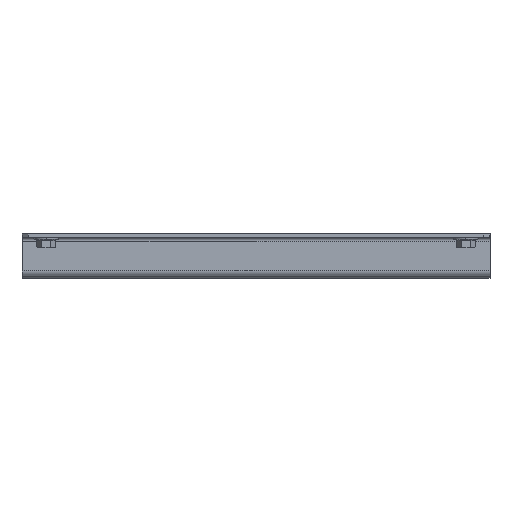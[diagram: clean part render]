
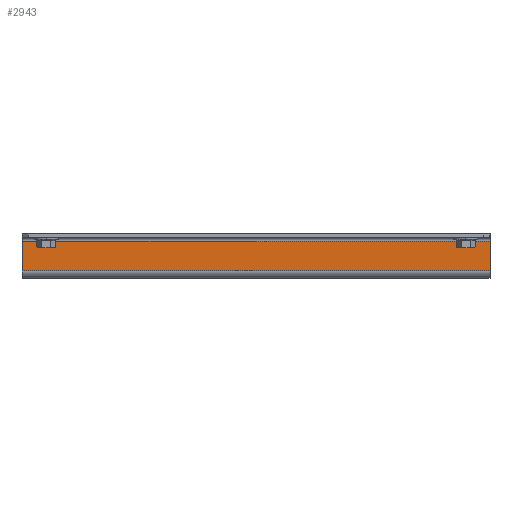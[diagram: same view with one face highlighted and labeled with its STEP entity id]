
A CAD part, left-side view. The second image highlights one B-rep face of the part: STEP entity #2943.
In plain terms, the highlighted planar face has unit normal (-1, 0, 0).
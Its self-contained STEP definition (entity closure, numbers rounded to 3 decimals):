
#96 = LINE ( 'NONE', #3002, #861 ) ;
#534 = CARTESIAN_POINT ( 'NONE',  ( -1.5, 111.5, 3.375 ) ) ;
#814 = VECTOR ( 'NONE', #1849, 1000. ) ;
#826 = PLANE ( 'NONE',  #2205 ) ;
#843 = DIRECTION ( 'NONE',  ( 0., 0., 1. ) ) ;
#861 = VECTOR ( 'NONE', #843, 1000. ) ;
#1057 = EDGE_CURVE ( 'NONE', #2170, #2792, #2573, .T. ) ;
#1083 = CARTESIAN_POINT ( 'NONE',  ( -1.5, -111.5, 0. ) ) ;
#1155 = DIRECTION ( 'NONE',  ( 0., 0., -1. ) ) ;
#1195 = VECTOR ( 'NONE', #3263, 1000. ) ;
#1457 = CARTESIAN_POINT ( 'NONE',  ( -1.5, 111.5, 3.375 ) ) ;
#1592 = EDGE_CURVE ( 'NONE', #3149, #2170, #96, .T. ) ;
#1662 = ORIENTED_EDGE ( 'NONE', *, *, #3053, .T. ) ;
#1753 = CARTESIAN_POINT ( 'NONE',  ( -1.5, 111.5, 0. ) ) ;
#1849 = DIRECTION ( 'NONE',  ( 0., -1., 0. ) ) ;
#2029 = DIRECTION ( 'NONE',  ( 0., 0., 1. ) ) ;
#2050 = CARTESIAN_POINT ( 'NONE',  ( -1.5, -111.5, 3.375 ) ) ;
#2123 = CARTESIAN_POINT ( 'NONE',  ( -1.5, 111.5, 17.625 ) ) ;
#2170 = VERTEX_POINT ( 'NONE', #2123 ) ;
#2204 = FACE_OUTER_BOUND ( 'NONE', #4008, .T. ) ;
#2205 = AXIS2_PLACEMENT_3D ( 'NONE', #1753, #2957, #1155 ) ;
#2437 = LINE ( 'NONE', #1083, #3701 ) ;
#2498 = ORIENTED_EDGE ( 'NONE', *, *, #1057, .F. ) ;
#2573 = LINE ( 'NONE', #3684, #814 ) ;
#2792 = VERTEX_POINT ( 'NONE', #2838 ) ;
#2838 = CARTESIAN_POINT ( 'NONE',  ( -1.5, -111.5, 17.625 ) ) ;
#2943 = ADVANCED_FACE ( 'NONE', ( #2204 ), #826, .F. ) ;
#2957 = DIRECTION ( 'NONE',  ( 1., 0., 0. ) ) ;
#2984 = VERTEX_POINT ( 'NONE', #2050 ) ;
#3002 = CARTESIAN_POINT ( 'NONE',  ( -1.5, 111.5, 0. ) ) ;
#3053 = EDGE_CURVE ( 'NONE', #3149, #2984, #3569, .T. ) ;
#3149 = VERTEX_POINT ( 'NONE', #534 ) ;
#3263 = DIRECTION ( 'NONE',  ( 0., -1., 0. ) ) ;
#3296 = ORIENTED_EDGE ( 'NONE', *, *, #1592, .F. ) ;
#3529 = EDGE_CURVE ( 'NONE', #2984, #2792, #2437, .T. ) ;
#3569 = LINE ( 'NONE', #1457, #1195 ) ;
#3646 = ORIENTED_EDGE ( 'NONE', *, *, #3529, .T. ) ;
#3684 = CARTESIAN_POINT ( 'NONE',  ( -1.5, 111.5, 17.625 ) ) ;
#3701 = VECTOR ( 'NONE', #2029, 1000. ) ;
#4008 = EDGE_LOOP ( 'NONE', ( #3646, #2498, #3296, #1662 ) ) ;
